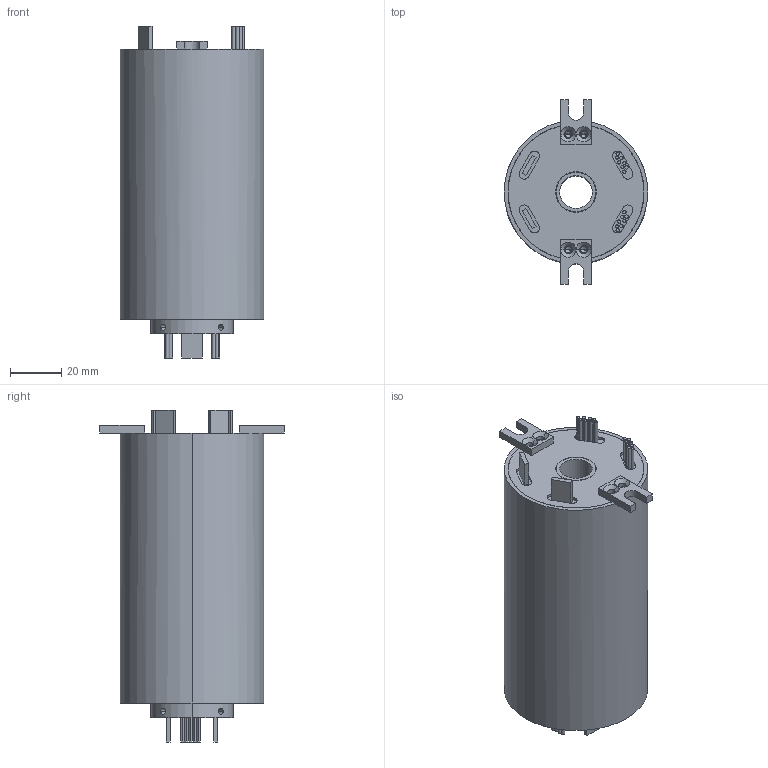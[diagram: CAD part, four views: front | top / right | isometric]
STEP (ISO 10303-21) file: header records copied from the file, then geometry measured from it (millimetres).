
FILE_DESCRIPTION (( 'STEP AP203' ), '1' );
FILE_NAME ('RUSB2122-S16.STEP', '2020-07-24T07:32:39', ( 'gongcheng1' ), ( '' ), 'SwSTEP 2.0', 'SolidWorks 2014', '' );
FILE_SCHEMA (( 'CONFIG_CONTROL_DESIGN' ));
Length unit declared in the file: millimetre
Products named in the file (1): RUSB2122-S16
Bounding box: 56 x 72 x 129.4 mm (x, y, z)
Volume: 250835.8 mm3; surface area: 32393 mm2
Topology: 1 solids, 1 shells, 264 faces, 604 edges, 384 vertices
Faces by surface type: cylinder 142, plane 106, cone 16
Entity records: 7821 total; most frequent: CARTESIAN_POINT 1541, DIRECTION 1402, ORIENTED_EDGE 1192, EDGE_CURVE 596, AXIS2_PLACEMENT_3D 557, VERTEX_POINT 384, EDGE_LOOP 328, CIRCLE 292
